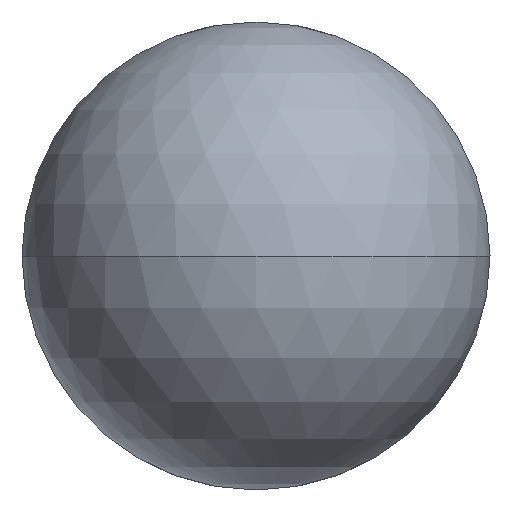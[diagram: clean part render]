
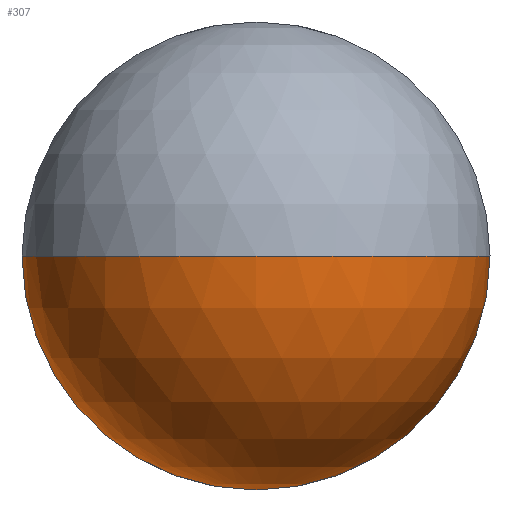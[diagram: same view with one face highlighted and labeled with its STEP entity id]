
A CAD part, front view. The second image highlights one B-rep face of the part: STEP entity #307.
In plain terms, the highlighted spherical face has radius 4.763 mm.
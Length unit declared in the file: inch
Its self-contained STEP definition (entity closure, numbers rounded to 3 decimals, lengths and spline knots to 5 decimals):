
#1 = DIRECTION ( 'NONE',  ( -1., 0., 0. ) ) ;
#41 = DIRECTION ( 'NONE',  ( -1., 0., 0. ) ) ;
#49 = VERTEX_POINT ( 'NONE', #351 ) ;
#63 = CIRCLE ( 'NONE', #259, 0.1875 ) ;
#71 = CARTESIAN_POINT ( 'NONE',  ( 0., 0., 0. ) ) ;
#80 = CARTESIAN_POINT ( 'NONE',  ( 0., 0.1875, 0. ) ) ;
#81 = VERTEX_POINT ( 'NONE', #71 ) ;
#92 = VERTEX_POINT ( 'NONE', #481 ) ;
#94 = AXIS2_PLACEMENT_3D ( 'NONE', #198, #143, #151 ) ;
#113 = CARTESIAN_POINT ( 'NONE',  ( 0., 0.1875, 0. ) ) ;
#119 = EDGE_CURVE ( 'NONE', #49, #81, #63, .T. ) ;
#143 = DIRECTION ( 'NONE',  ( 0., -1., 0. ) ) ;
#151 = DIRECTION ( 'NONE',  ( 0., 0., -1. ) ) ;
#160 = DIRECTION ( 'NONE',  ( 0., -1., 0. ) ) ;
#162 = ORIENTED_EDGE ( 'NONE', *, *, #168, .T. ) ;
#168 = EDGE_CURVE ( 'NONE', #92, #450, #461, .T. ) ;
#191 = SPHERICAL_SURFACE ( 'NONE', #366, 0.1875 ) ;
#198 = CARTESIAN_POINT ( 'NONE',  ( 0., 0.1875, 0. ) ) ;
#202 = EDGE_LOOP ( 'NONE', ( #162, #223, #525, #334 ) ) ;
#218 = DIRECTION ( 'NONE',  ( 1., 0., 0. ) ) ;
#223 = ORIENTED_EDGE ( 'NONE', *, *, #460, .T. ) ;
#228 = CIRCLE ( 'NONE', #473, 0.1875 ) ;
#235 = CARTESIAN_POINT ( 'NONE',  ( 0., 0.1875, 0. ) ) ;
#259 = AXIS2_PLACEMENT_3D ( 'NONE', #113, #283, #41 ) ;
#260 = FACE_OUTER_BOUND ( 'NONE', #202, .T. ) ;
#268 = EDGE_CURVE ( 'NONE', #92, #81, #228, .T. ) ;
#283 = DIRECTION ( 'NONE',  ( 0., 0., -1. ) ) ;
#307 = ADVANCED_FACE ( 'NONE', ( #260 ), #191, .T. ) ;
#334 = ORIENTED_EDGE ( 'NONE', *, *, #268, .F. ) ;
#338 = AXIS2_PLACEMENT_3D ( 'NONE', #235, #160, #447 ) ;
#347 = CARTESIAN_POINT ( 'NONE',  ( 0., 0.1875, -0.1875 ) ) ;
#351 = CARTESIAN_POINT ( 'NONE',  ( 0.1875, 0.1875, 0. ) ) ;
#366 = AXIS2_PLACEMENT_3D ( 'NONE', #369, #471, #1 ) ;
#369 = CARTESIAN_POINT ( 'NONE',  ( 0., 0.1875, 0. ) ) ;
#409 = DIRECTION ( 'NONE',  ( 0., 0., 1. ) ) ;
#447 = DIRECTION ( 'NONE',  ( 0., 0., -1. ) ) ;
#450 = VERTEX_POINT ( 'NONE', #347 ) ;
#460 = EDGE_CURVE ( 'NONE', #450, #49, #513, .T. ) ;
#461 = CIRCLE ( 'NONE', #338, 0.1875 ) ;
#471 = DIRECTION ( 'NONE',  ( 0., 0., -1. ) ) ;
#473 = AXIS2_PLACEMENT_3D ( 'NONE', #80, #409, #218 ) ;
#481 = CARTESIAN_POINT ( 'NONE',  ( -0.1875, 0.1875, 0. ) ) ;
#513 = CIRCLE ( 'NONE', #94, 0.1875 ) ;
#525 = ORIENTED_EDGE ( 'NONE', *, *, #119, .T. ) ;
